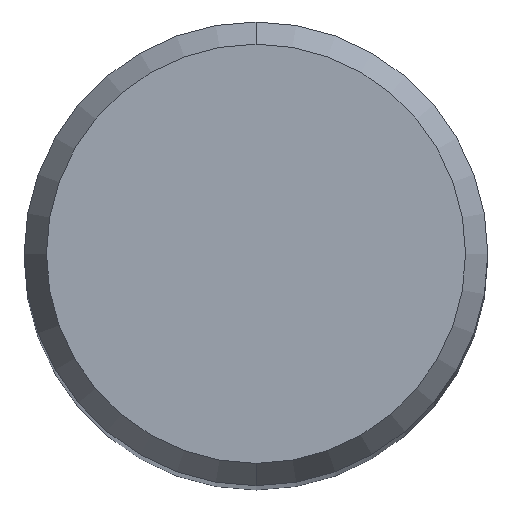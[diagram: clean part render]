
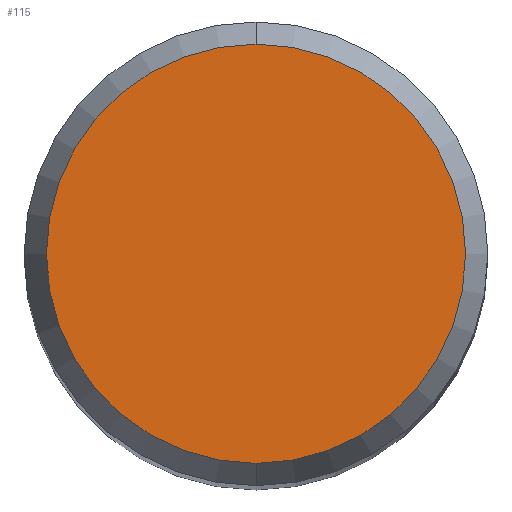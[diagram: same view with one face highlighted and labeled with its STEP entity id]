
A CAD part, top view. The second image highlights one B-rep face of the part: STEP entity #115.
In plain terms, the highlighted planar face has unit normal (0, 0, 1).
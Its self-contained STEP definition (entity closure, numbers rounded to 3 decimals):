
#115=ADVANCED_FACE('',(#245),#246,.T.);
#139=VERTEX_POINT('',#271);
#155=EDGE_CURVE('',#139,#187,#290,.T.);
#169=EDGE_CURVE('',#187,#139,#306,.T.);
#187=VERTEX_POINT('',#327);
#245=FACE_OUTER_BOUND('',#391,.T.);
#246=PLANE('',#392);
#271=CARTESIAN_POINT('',(0.0,2.158,0.01));
#290=CIRCLE('',#446,2.158);
#306=CIRCLE('',#468,2.158);
#327=CARTESIAN_POINT('',(0.,-2.158,0.01));
#391=EDGE_LOOP('',(#538,#539));
#392=AXIS2_PLACEMENT_3D('',#540,#541,#542);
#446=AXIS2_PLACEMENT_3D('',#585,#586,#587);
#468=AXIS2_PLACEMENT_3D('',#614,#615,#616);
#538=ORIENTED_EDGE('',*,*,#155,.F.);
#539=ORIENTED_EDGE('',*,*,#169,.F.);
#540=CARTESIAN_POINT('',(0.0,1.079,0.01));
#541=DIRECTION('',(-0.0,0.0,1.0));
#542=DIRECTION('',(0.0,-1.0,0.0));
#585=CARTESIAN_POINT('',(0.0,0.0,0.01));
#586=DIRECTION('',(0.0,0.0,-1.0));
#587=DIRECTION('',(0.0,1.0,0.0));
#614=CARTESIAN_POINT('',(0.0,0.0,0.01));
#615=DIRECTION('',(0.0,0.0,-1.0));
#616=DIRECTION('',(0.0,1.0,0.0));
